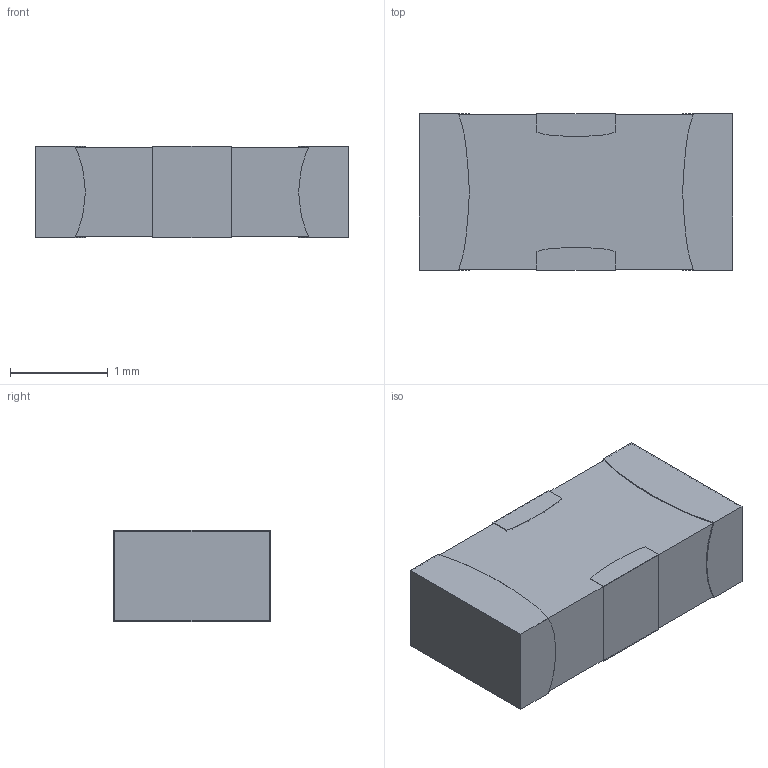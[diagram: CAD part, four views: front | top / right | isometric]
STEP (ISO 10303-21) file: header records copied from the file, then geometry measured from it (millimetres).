
FILE_DESCRIPTION (( 'STEP AP214' ), '1' );
FILE_NAME ('User Library-LFCN-2250.STEP', '2018-01-05T11:46:07', ( '' ), ( '' ), 'SwSTEP 2.0', 'SolidWorks 2018', '' );
FILE_SCHEMA (( 'AUTOMOTIVE_DESIGN' ));
Length unit declared in the file: millimetre
Products named in the file (6): User Library-LFCN-2250_LFCN_2250006; User Library-LFCN-2250_Fusion001; User Library-LFCN-2250_LFCN_2250005; User Library-LFCN-2250; User Library-LFCN-2250_Fusion; User Library-LFCN-2250_LFCN_2250004
Assembly tree (5 placements, depth 2):
  User Library-LFCN-2250
    User Library-LFCN-2250_Fusion
    User Library-LFCN-2250_Fusion001
    User Library-LFCN-2250_LFCN_2250004
    User Library-LFCN-2250_LFCN_2250005
    User Library-LFCN-2250_LFCN_2250006
Bounding box: 3.2 x 1.6 x 0.94 mm (x, y, z)
Surface area: 38.7 mm2
Topology: 5 solids, 5 shells, 122 faces, 349 edges, 237 vertices
Faces by surface type: plane 122
Entity records: 5501 total; most frequent: CARTESIAN_POINT 716, ORIENTED_EDGE 698, DIRECTION 609, EDGE_CURVE 349, VECTOR 349, LINE 349, VERTEX_POINT 237, UNCERTAINTY_MEASURE_WITH_UNIT 138
